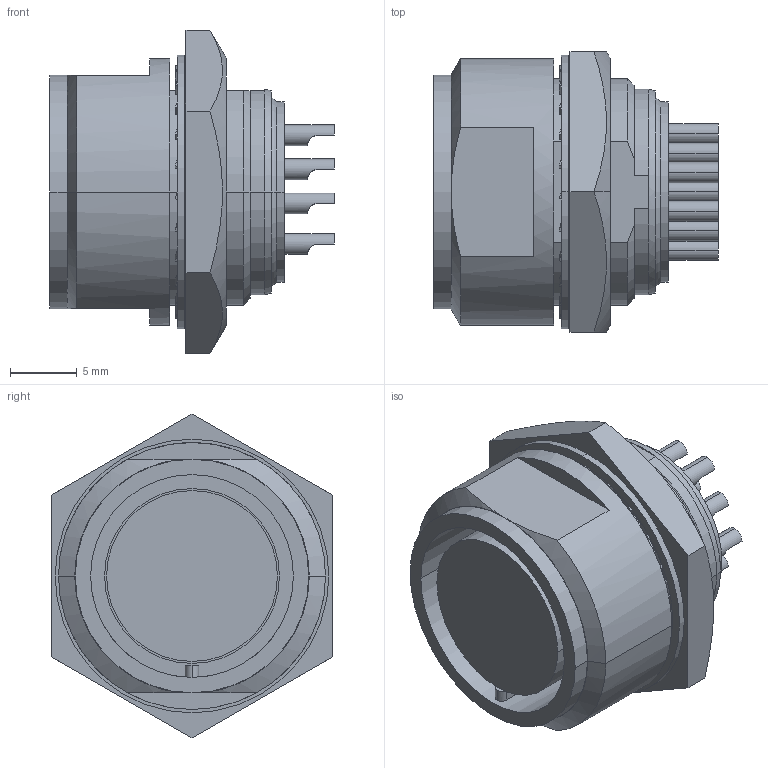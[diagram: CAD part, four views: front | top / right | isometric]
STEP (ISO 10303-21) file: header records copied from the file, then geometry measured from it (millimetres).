
FILE_DESCRIPTION(('CoCreate Modeling STEP Export'),'2;1');
FILE_NAME('RM15TRD-12S.stp','2011-11-25T11:00:25',(''),(''),'CoCreate Modeling STEP processor for AP214 (Solid Model)','CoCreate Modeling 17.0 01-Apr-2010 (C) Parametric Technology GmbH','');
FILE_SCHEMA(('AUTOMOTIVE_DESIGN { 1 0 10303 214 1 1 1 1 }'));
Length unit declared in the file: millimetre
Products named in the file (1): RM15TRD-12S
Bounding box: 21.3 x 21 x 24.25 mm (x, y, z)
Volume: 4313.3 mm3; surface area: 4023.6 mm2
Topology: 1 solids, 1 shells, 515 faces, 1332 edges, 814 vertices
Faces by surface type: cylinder 252, plane 234, cone 16, torus 13
Entity records: 20221 total; most frequent: CARTESIAN_POINT 8716, ORIENTED_EDGE 2664, DIRECTION 2149, EDGE_CURVE 1332, VERTEX_POINT 814, AXIS2_PLACEMENT_3D 791, VECTOR 567, LINE 567
